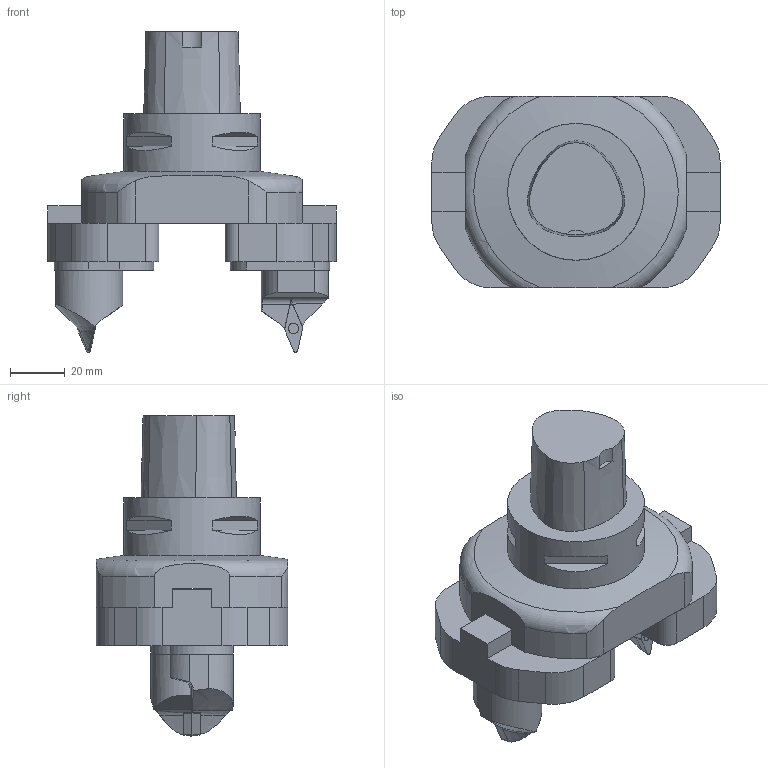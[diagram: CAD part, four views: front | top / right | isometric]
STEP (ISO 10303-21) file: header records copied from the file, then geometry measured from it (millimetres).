
FILE_DESCRIPTION(/* description */ (''),/* implementation_level */ '2;1');
FILE_NAME(/* name */ '1567078534169.stp',/* time_stamp */ '2019-08-29T13:35:41+02:00',/* author */ (''),/* organization */ ('SMS'),/* preprocessor_version */ 'ST-DEVELOPER v16.7',/* originating_system */ 'SIEMENS PLM Software NX 12.0',/* authorisation */ '');
FILE_SCHEMA (('AUTOMOTIVE_DESIGN { 1 0 10303 214 3 1 1 1 }'));
Length unit declared in the file: millimetre
Products named in the file (12): ASSEMBLY_CONSTRUCTION; 202279747mod000_00; IsoTurningInsert; 202282510mod000_00; 201157428mod000_01; 201157427mod000_01; 201157429mod000_01; 201157483mod000_01; 201157484mod000_01; 201156958mod000_01
Assembly tree (12 placements, depth 3):
  201156958mod000_01
    201157429mod000_01
    ASSEMBLY_CONSTRUCTION
    201157427mod000_01
    201157428mod000_01
    201157484mod000_01
      202282510mod000_00
      ASSEMBLY_CONSTRUCTION
      IsoTurningInsert
    201157483mod000_01
      202279747mod000_00
      ASSEMBLY_CONSTRUCTION
      IsoTurningInsert
Bounding box: 105.24 x 70 x 117 mm (x, y, z)
Volume: 249560.5 mm3; surface area: 44693.6 mm2
Topology: 7 solids, 7 shells, 174 faces, 443 edges, 318 vertices
Faces by surface type: plane 91, cylinder 36, cone 21, torus 10, revolution 7, bspline 7, extrusion 2
Full cylindrical faces by diameter (mm): 2.8 x4, 50 x1
Entity records: 5614 total; most frequent: CARTESIAN_POINT 1292, DIRECTION 818, ORIENTED_EDGE 774, EDGE_CURVE 387, AXIS2_PLACEMENT_3D 303, VERTEX_POINT 262, VECTOR 205, LINE 203
